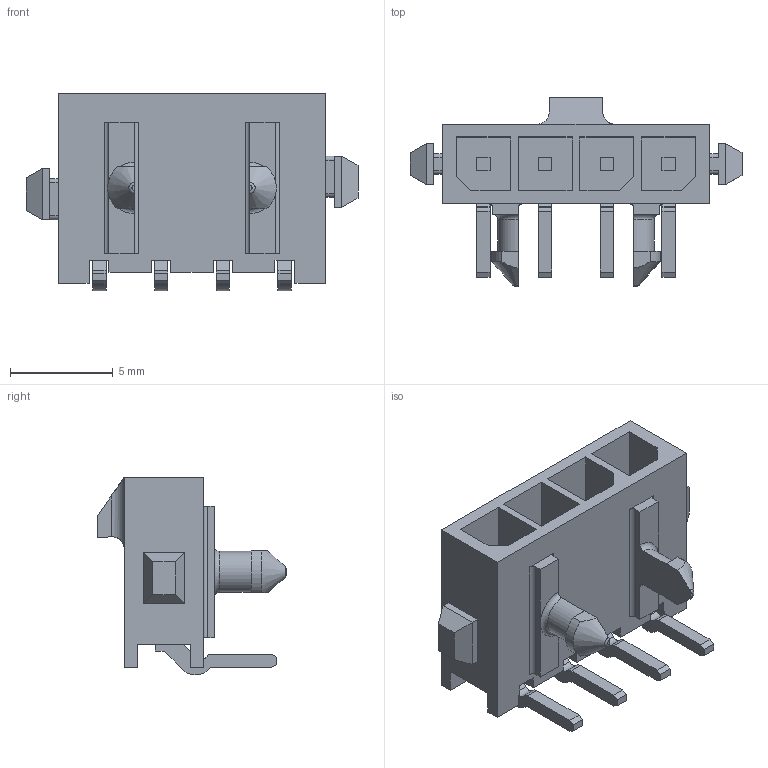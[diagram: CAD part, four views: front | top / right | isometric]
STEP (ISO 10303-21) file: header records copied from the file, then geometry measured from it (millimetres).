
FILE_DESCRIPTION((''),'2;1');
FILE_NAME('C-2-1445055-4','2010-12-23T',('workeradm'),('Tyco Electronics Ltd.'),'PRO/ENGINEER BY PARAMETRIC TECHNOLOGY CORPORATION, 2009300','PRO/ENGINEER BY PARAMETRIC TECHNOLOGY CORPORATION, 2009300','');
FILE_SCHEMA(('AUTOMOTIVE_DESIGN { 1 0 10303 214 1 1 1 1 }'));
Length unit declared in the file: millimetre
Products named in the file (1): C-2-1445055-4
Bounding box: 16.14 x 9.18 x 9.6 mm (x, y, z)
Volume: 300.4 mm3; surface area: 858.7 mm2
Topology: 1 solids, 1 shells, 241 faces, 657 edges, 434 vertices
Faces by surface type: plane 196, cylinder 39, cone 2, bspline 2, torus 2
Entity records: 7885 total; most frequent: CARTESIAN_POINT 1456, ORIENTED_EDGE 1314, DIRECTION 1217, EDGE_CURVE 657, VECTOR 559, LINE 559, VERTEX_POINT 434, AXIS2_PLACEMENT_3D 329
